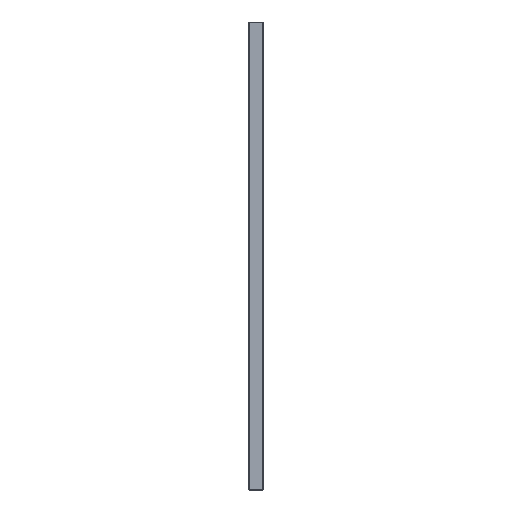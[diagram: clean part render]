
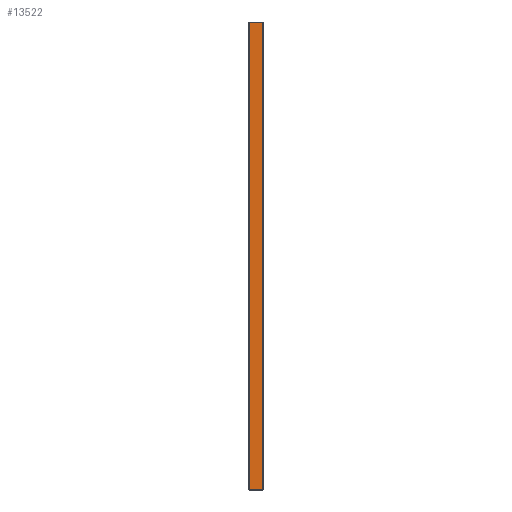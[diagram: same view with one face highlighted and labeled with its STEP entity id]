
A CAD part, front view. The second image highlights one B-rep face of the part: STEP entity #13522.
In plain terms, the highlighted planar face has unit normal (0, -1, 0).
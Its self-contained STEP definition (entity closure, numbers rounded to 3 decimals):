
#528 = PLANE('',#529);
#529 = AXIS2_PLACEMENT_3D('',#530,#531,#532);
#530 = CARTESIAN_POINT('',(4.5,-9.45,0.05));
#531 = DIRECTION('',(0.,0.707,0.707));
#532 = DIRECTION('',(1.,0.,0.));
#832 = PLANE('',#833);
#833 = AXIS2_PLACEMENT_3D('',#834,#835,#836);
#834 = CARTESIAN_POINT('',(4.5,-9.45,299.95));
#835 = DIRECTION('',(0.,-0.707,0.707)
  );
#836 = DIRECTION('',(1.,0.,0.));
#1120 = PLANE('',#1121);
#1121 = AXIS2_PLACEMENT_3D('',#1122,#1123,#1124);
#1122 = CARTESIAN_POINT('',(-4.45,-9.45,0.));
#1123 = DIRECTION('',(-0.707,-0.707,0.));
#1124 = DIRECTION('',(0.,0.,1.));
#5578 = VERTEX_POINT('',#5579);
#5579 = CARTESIAN_POINT('',(4.4,-9.5,0.1));
#5600 = EDGE_CURVE('',#5578,#5601,#5603,.T.);
#5601 = VERTEX_POINT('',#5602);
#5602 = CARTESIAN_POINT('',(-4.4,-9.5,0.1));
#5603 = SURFACE_CURVE('',#5604,(#5608,#5615),.PCURVE_S1.);
#5604 = LINE('',#5605,#5606);
#5605 = CARTESIAN_POINT('',(4.5,-9.5,0.1));
#5606 = VECTOR('',#5607,1.);
#5607 = DIRECTION('',(-1.,0.,0.));
#5608 = PCURVE('',#528,#5609);
#5609 = DEFINITIONAL_REPRESENTATION('',(#5610),#5614);
#5610 = LINE('',#5611,#5612);
#5611 = CARTESIAN_POINT('',(0.,-0.071));
#5612 = VECTOR('',#5613,1.);
#5613 = DIRECTION('',(-1.,0.));
#5614 = ( GEOMETRIC_REPRESENTATION_CONTEXT(2) 
PARAMETRIC_REPRESENTATION_CONTEXT() REPRESENTATION_CONTEXT('2D SPACE',''
  ) );
#5615 = PCURVE('',#5616,#5621);
#5616 = PLANE('',#5617);
#5617 = AXIS2_PLACEMENT_3D('',#5618,#5619,#5620);
#5618 = CARTESIAN_POINT('',(4.5,-9.5,0.));
#5619 = DIRECTION('',(0.,-1.,0.));
#5620 = DIRECTION('',(-1.,0.,0.));
#5621 = DEFINITIONAL_REPRESENTATION('',(#5622),#5626);
#5622 = LINE('',#5623,#5624);
#5623 = CARTESIAN_POINT('',(0.,-0.1));
#5624 = VECTOR('',#5625,1.);
#5625 = DIRECTION('',(1.,0.));
#5626 = ( GEOMETRIC_REPRESENTATION_CONTEXT(2) 
PARAMETRIC_REPRESENTATION_CONTEXT() REPRESENTATION_CONTEXT('2D SPACE',''
  ) );
#5871 = VERTEX_POINT('',#5872);
#5872 = CARTESIAN_POINT('',(4.4,-9.5,299.9));
#5893 = EDGE_CURVE('',#5871,#5894,#5896,.T.);
#5894 = VERTEX_POINT('',#5895);
#5895 = CARTESIAN_POINT('',(-4.4,-9.5,299.9));
#5896 = SURFACE_CURVE('',#5897,(#5901,#5908),.PCURVE_S1.);
#5897 = LINE('',#5898,#5899);
#5898 = CARTESIAN_POINT('',(4.5,-9.5,299.9));
#5899 = VECTOR('',#5900,1.);
#5900 = DIRECTION('',(-1.,0.,0.));
#5901 = PCURVE('',#832,#5902);
#5902 = DEFINITIONAL_REPRESENTATION('',(#5903),#5907);
#5903 = LINE('',#5904,#5905);
#5904 = CARTESIAN_POINT('',(0.,-0.071));
#5905 = VECTOR('',#5906,1.);
#5906 = DIRECTION('',(-1.,0.));
#5907 = ( GEOMETRIC_REPRESENTATION_CONTEXT(2) 
PARAMETRIC_REPRESENTATION_CONTEXT() REPRESENTATION_CONTEXT('2D SPACE',''
  ) );
#5908 = PCURVE('',#5616,#5909);
#5909 = DEFINITIONAL_REPRESENTATION('',(#5910),#5914);
#5910 = LINE('',#5911,#5912);
#5911 = CARTESIAN_POINT('',(0.,-299.9));
#5912 = VECTOR('',#5913,1.);
#5913 = DIRECTION('',(1.,0.));
#5914 = ( GEOMETRIC_REPRESENTATION_CONTEXT(2) 
PARAMETRIC_REPRESENTATION_CONTEXT() REPRESENTATION_CONTEXT('2D SPACE',''
  ) );
#6028 = EDGE_CURVE('',#5601,#5894,#6029,.T.);
#6029 = SURFACE_CURVE('',#6030,(#6034,#6041),.PCURVE_S1.);
#6030 = LINE('',#6031,#6032);
#6031 = CARTESIAN_POINT('',(-4.4,-9.5,0.));
#6032 = VECTOR('',#6033,1.);
#6033 = DIRECTION('',(0.,0.,1.));
#6034 = PCURVE('',#1120,#6035);
#6035 = DEFINITIONAL_REPRESENTATION('',(#6036),#6040);
#6036 = LINE('',#6037,#6038);
#6037 = CARTESIAN_POINT('',(0.,-0.071));
#6038 = VECTOR('',#6039,1.);
#6039 = DIRECTION('',(1.,0.));
#6040 = ( GEOMETRIC_REPRESENTATION_CONTEXT(2) 
PARAMETRIC_REPRESENTATION_CONTEXT() REPRESENTATION_CONTEXT('2D SPACE',''
  ) );
#6041 = PCURVE('',#5616,#6042);
#6042 = DEFINITIONAL_REPRESENTATION('',(#6043),#6047);
#6043 = LINE('',#6044,#6045);
#6044 = CARTESIAN_POINT('',(8.9,0.));
#6045 = VECTOR('',#6046,1.);
#6046 = DIRECTION('',(0.,-1.));
#6047 = ( GEOMETRIC_REPRESENTATION_CONTEXT(2) 
PARAMETRIC_REPRESENTATION_CONTEXT() REPRESENTATION_CONTEXT('2D SPACE',''
  ) );
#13112 = PLANE('',#13113);
#13113 = AXIS2_PLACEMENT_3D('',#13114,#13115,#13116);
#13114 = CARTESIAN_POINT('',(4.45,-9.45,0.));
#13115 = DIRECTION('',(0.707,-0.707,0.));
#13116 = DIRECTION('',(0.,0.,1.));
#13522 = ADVANCED_FACE('',(#13523),#5616,.T.);
#13523 = FACE_BOUND('',#13524,.T.);
#13524 = EDGE_LOOP('',(#13525,#13546,#13547,#13548));
#13525 = ORIENTED_EDGE('',*,*,#13526,.T.);
#13526 = EDGE_CURVE('',#5578,#5871,#13527,.T.);
#13527 = SURFACE_CURVE('',#13528,(#13532,#13539),.PCURVE_S1.);
#13528 = LINE('',#13529,#13530);
#13529 = CARTESIAN_POINT('',(4.4,-9.5,0.));
#13530 = VECTOR('',#13531,1.);
#13531 = DIRECTION('',(0.,0.,1.));
#13532 = PCURVE('',#5616,#13533);
#13533 = DEFINITIONAL_REPRESENTATION('',(#13534),#13538);
#13534 = LINE('',#13535,#13536);
#13535 = CARTESIAN_POINT('',(0.1,0.));
#13536 = VECTOR('',#13537,1.);
#13537 = DIRECTION('',(0.,-1.));
#13538 = ( GEOMETRIC_REPRESENTATION_CONTEXT(2) 
PARAMETRIC_REPRESENTATION_CONTEXT() REPRESENTATION_CONTEXT('2D SPACE',''
  ) );
#13539 = PCURVE('',#13112,#13540);
#13540 = DEFINITIONAL_REPRESENTATION('',(#13541),#13545);
#13541 = LINE('',#13542,#13543);
#13542 = CARTESIAN_POINT('',(0.,0.071));
#13543 = VECTOR('',#13544,1.);
#13544 = DIRECTION('',(1.,0.));
#13545 = ( GEOMETRIC_REPRESENTATION_CONTEXT(2) 
PARAMETRIC_REPRESENTATION_CONTEXT() REPRESENTATION_CONTEXT('2D SPACE',''
  ) );
#13546 = ORIENTED_EDGE('',*,*,#5893,.T.);
#13547 = ORIENTED_EDGE('',*,*,#6028,.F.);
#13548 = ORIENTED_EDGE('',*,*,#5600,.F.);
